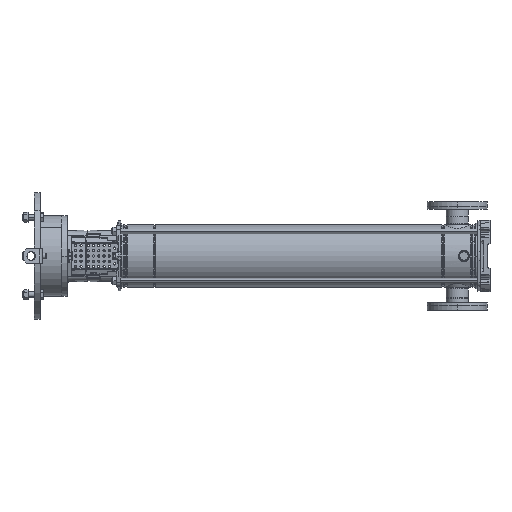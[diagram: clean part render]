
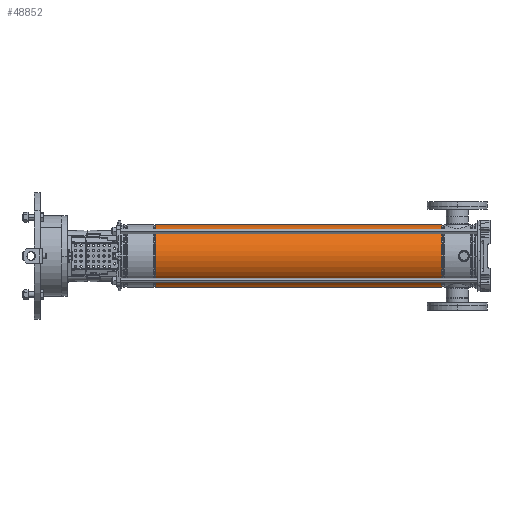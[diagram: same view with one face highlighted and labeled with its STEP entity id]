
A CAD part, left-side view. The second image highlights one B-rep face of the part: STEP entity #48852.
In plain terms, the highlighted cylindrical face has radius 85.9 mm (diameter 171.8 mm), a partial arc.
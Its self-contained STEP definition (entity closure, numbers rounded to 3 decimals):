
#276 = AXIS2_PLACEMENT_3D ( 'NONE', #9573, #57295, #52453 ) ;
#569 = ORIENTED_EDGE ( 'NONE', *, *, #10502, .F. ) ;
#2305 = CYLINDRICAL_SURFACE ( 'NONE', #14593, 85.9 ) ;
#2596 = EDGE_CURVE ( 'NONE', #44335, #41887, #35717, .T. ) ;
#2829 = ORIENTED_EDGE ( 'NONE', *, *, #2596, .F. ) ;
#3588 = ORIENTED_EDGE ( 'NONE', *, *, #20786, .T. ) ;
#9039 = CARTESIAN_POINT ( 'NONE',  ( 0., 0., 93.897 ) ) ;
#9573 = CARTESIAN_POINT ( 'NONE',  ( 0., 0., 880.103 ) ) ;
#10502 = EDGE_CURVE ( 'NONE', #13176, #44335, #29778, .T. ) ;
#11720 = DIRECTION ( 'NONE',  ( -1., 0., 0. ) ) ;
#12665 = LINE ( 'NONE', #31246, #41004 ) ;
#13176 = VERTEX_POINT ( 'NONE', #21076 ) ;
#14593 = AXIS2_PLACEMENT_3D ( 'NONE', #53725, #59135, #11720 ) ;
#19465 = CARTESIAN_POINT ( 'NONE',  ( -85.9, 0., 93.897 ) ) ;
#20639 = DIRECTION ( 'NONE',  ( 0., 0., -1. ) ) ;
#20786 = EDGE_CURVE ( 'NONE', #33478, #41887, #12665, .T. ) ;
#21076 = CARTESIAN_POINT ( 'NONE',  ( 85.9, 0., 880.103 ) ) ;
#22109 = AXIS2_PLACEMENT_3D ( 'NONE', #9039, #35525, #22718 ) ;
#22718 = DIRECTION ( 'NONE',  ( -1., 0., 0. ) ) ;
#25354 = EDGE_CURVE ( 'NONE', #13176, #33478, #48848, .T. ) ;
#26238 = CARTESIAN_POINT ( 'NONE',  ( -85.9, 0., 880.103 ) ) ;
#29778 = LINE ( 'NONE', #43188, #36869 ) ;
#31052 = CARTESIAN_POINT ( 'NONE',  ( 85.9, 0., 93.897 ) ) ;
#31246 = CARTESIAN_POINT ( 'NONE',  ( -85.9, 0., 0. ) ) ;
#33478 = VERTEX_POINT ( 'NONE', #26238 ) ;
#35525 = DIRECTION ( 'NONE',  ( 0., 0., -1. ) ) ;
#35717 = CIRCLE ( 'NONE', #22109, 85.9 ) ;
#36869 = VECTOR ( 'NONE', #20639, 1000. ) ;
#41004 = VECTOR ( 'NONE', #59176, 1000. ) ;
#41887 = VERTEX_POINT ( 'NONE', #19465 ) ;
#43188 = CARTESIAN_POINT ( 'NONE',  ( 85.9, 0., 0. ) ) ;
#44335 = VERTEX_POINT ( 'NONE', #31052 ) ;
#44637 = EDGE_LOOP ( 'NONE', ( #569, #56329, #3588, #2829 ) ) ;
#48848 = CIRCLE ( 'NONE', #276, 85.9 ) ;
#48852 = ADVANCED_FACE ( 'NONE', ( #54327 ), #2305, .T. ) ;
#52453 = DIRECTION ( 'NONE',  ( -1., 0., 0. ) ) ;
#53725 = CARTESIAN_POINT ( 'NONE',  ( 0., 0., 0. ) ) ;
#54327 = FACE_OUTER_BOUND ( 'NONE', #44637, .T. ) ;
#56329 = ORIENTED_EDGE ( 'NONE', *, *, #25354, .T. ) ;
#57295 = DIRECTION ( 'NONE',  ( 0., 0., -1. ) ) ;
#59135 = DIRECTION ( 'NONE',  ( 0., 0., -1. ) ) ;
#59176 = DIRECTION ( 'NONE',  ( 0., 0., -1. ) ) ;
